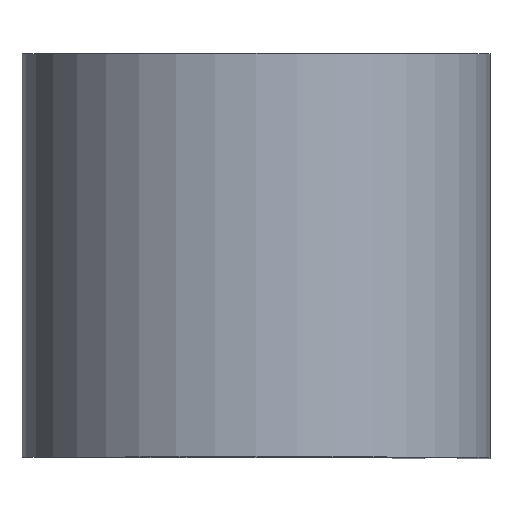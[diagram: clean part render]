
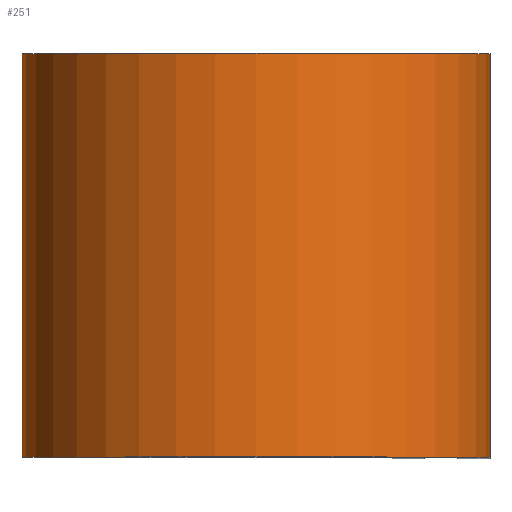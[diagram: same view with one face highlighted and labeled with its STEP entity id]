
A CAD part, top view. The second image highlights one B-rep face of the part: STEP entity #251.
In plain terms, the highlighted cylindrical face has radius 11.049 mm (diameter 22.098 mm), a partial arc.
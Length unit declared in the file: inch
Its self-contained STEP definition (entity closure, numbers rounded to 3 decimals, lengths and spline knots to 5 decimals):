
#3 = FACE_OUTER_BOUND ( 'NONE', #380, .T. ) ;
#13 = ORIENTED_EDGE ( 'NONE', *, *, #105, .T. ) ;
#30 = CARTESIAN_POINT ( 'NONE',  ( 0., -0.375, 0. ) ) ;
#34 = DIRECTION ( 'NONE',  ( 0., 1., 0. ) ) ;
#39 = ORIENTED_EDGE ( 'NONE', *, *, #582, .F. ) ;
#41 = DIRECTION ( 'NONE',  ( 0., 0., -1. ) ) ;
#79 = DIRECTION ( 'NONE',  ( 1., 0., 0. ) ) ;
#84 = CIRCLE ( 'NONE', #164, 0.435 ) ;
#105 = EDGE_CURVE ( 'NONE', #577, #123, #84, .T. ) ;
#123 = VERTEX_POINT ( 'NONE', #458 ) ;
#141 = DIRECTION ( 'NONE',  ( 0., -1., 0. ) ) ;
#164 = AXIS2_PLACEMENT_3D ( 'NONE', #30, #359, #79 ) ;
#171 = LINE ( 'NONE', #283, #279 ) ;
#172 = CIRCLE ( 'NONE', #285, 0.435 ) ;
#178 = EDGE_CURVE ( 'NONE', #386, #497, #172, .T. ) ;
#221 = DIRECTION ( 'NONE',  ( 0., -1., 0. ) ) ;
#243 = LINE ( 'NONE', #457, #469 ) ;
#251 = ADVANCED_FACE ( 'NONE', ( #3 ), #608, .T. ) ;
#266 = EDGE_CURVE ( 'NONE', #386, #577, #243, .T. ) ;
#279 = VECTOR ( 'NONE', #141, 39.37008 ) ;
#283 = CARTESIAN_POINT ( 'NONE',  ( 0.435, 0.375, 0. ) ) ;
#285 = AXIS2_PLACEMENT_3D ( 'NONE', #323, #34, #366 ) ;
#300 = CARTESIAN_POINT ( 'NONE',  ( 0., 0.375, -0.435 ) ) ;
#323 = CARTESIAN_POINT ( 'NONE',  ( 0., 0.375, 0. ) ) ;
#359 = DIRECTION ( 'NONE',  ( 0., 1., 0. ) ) ;
#366 = DIRECTION ( 'NONE',  ( 1., 0., 0. ) ) ;
#380 = EDGE_LOOP ( 'NONE', ( #13, #39, #451, #610 ) ) ;
#386 = VERTEX_POINT ( 'NONE', #300 ) ;
#443 = CARTESIAN_POINT ( 'NONE',  ( 0.435, 0.375, 0. ) ) ;
#451 = ORIENTED_EDGE ( 'NONE', *, *, #178, .F. ) ;
#457 = CARTESIAN_POINT ( 'NONE',  ( 0., 0.375, -0.435 ) ) ;
#458 = CARTESIAN_POINT ( 'NONE',  ( 0.435, -0.375, 0. ) ) ;
#469 = VECTOR ( 'NONE', #221, 39.37008 ) ;
#497 = VERTEX_POINT ( 'NONE', #443 ) ;
#519 = CARTESIAN_POINT ( 'NONE',  ( 0., -0.375, -0.435 ) ) ;
#577 = VERTEX_POINT ( 'NONE', #519 ) ;
#582 = EDGE_CURVE ( 'NONE', #497, #123, #171, .T. ) ;
#608 = CYLINDRICAL_SURFACE ( 'NONE', #615, 0.435 ) ;
#610 = ORIENTED_EDGE ( 'NONE', *, *, #266, .T. ) ;
#615 = AXIS2_PLACEMENT_3D ( 'NONE', #630, #626, #41 ) ;
#626 = DIRECTION ( 'NONE',  ( 0., -1., 0. ) ) ;
#630 = CARTESIAN_POINT ( 'NONE',  ( 0., 0.375, 0. ) ) ;
